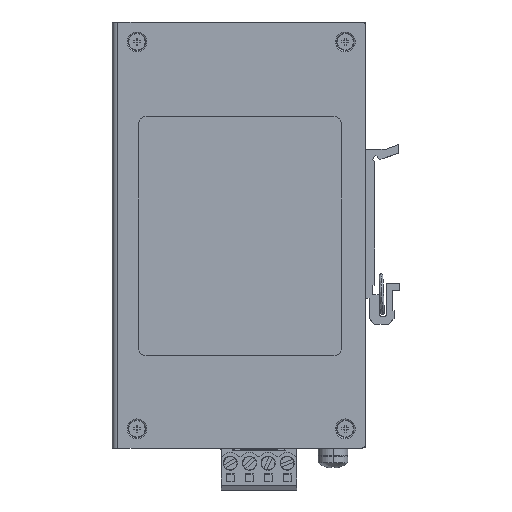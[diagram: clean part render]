
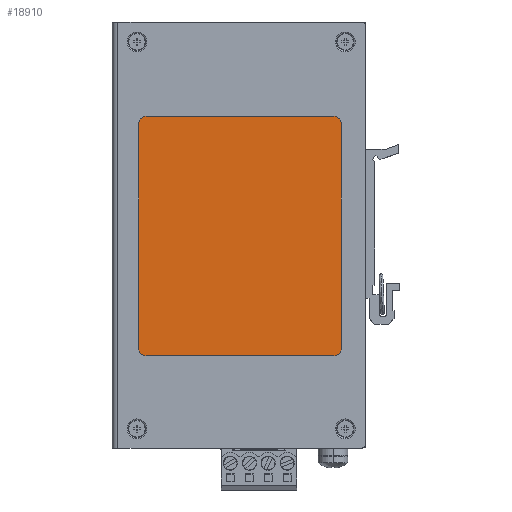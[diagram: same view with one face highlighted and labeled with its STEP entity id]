
A CAD part, top view. The second image highlights one B-rep face of the part: STEP entity #18910.
In plain terms, the highlighted planar face has unit normal (0, 0, 1).
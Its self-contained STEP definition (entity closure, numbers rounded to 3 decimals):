
#381 = AXIS2_PLACEMENT_3D ( 'NONE', #425, #27933, #24767 ) ;
#425 = CARTESIAN_POINT ( 'NONE',  ( -25.5, 26.5, 29.1 ) ) ;
#794 = VERTEX_POINT ( 'NONE', #14487 ) ;
#1131 = VERTEX_POINT ( 'NONE', #11139 ) ;
#1549 = VERTEX_POINT ( 'NONE', #9588 ) ;
#1657 = CARTESIAN_POINT ( 'NONE',  ( 26.9, 86.9, 29.1 ) ) ;
#2226 = EDGE_CURVE ( 'NONE', #6127, #18021, #7439, .T. ) ;
#2789 = EDGE_CURVE ( 'NONE', #1549, #18021, #14459, .T. ) ;
#3353 = AXIS2_PLACEMENT_3D ( 'NONE', #5952, #27178, #24038 ) ;
#3549 = CARTESIAN_POINT ( 'NONE',  ( -25.5, 24.5, 29.1 ) ) ;
#3779 = EDGE_CURVE ( 'NONE', #7539, #6807, #17088, .T. ) ;
#4673 = FACE_OUTER_BOUND ( 'NONE', #29555, .T. ) ;
#5014 = ORIENTED_EDGE ( 'NONE', *, *, #20596, .F. ) ;
#5472 = CARTESIAN_POINT ( 'NONE',  ( 24.9, 86.9, 29.1 ) ) ;
#5952 = CARTESIAN_POINT ( 'NONE',  ( -25.5, 86.9, 29.1 ) ) ;
#6127 = VERTEX_POINT ( 'NONE', #30346 ) ;
#6266 = AXIS2_PLACEMENT_3D ( 'NONE', #30382, #27227, #24083 ) ;
#6659 = ORIENTED_EDGE ( 'NONE', *, *, #6943, .T. ) ;
#6807 = VERTEX_POINT ( 'NONE', #12263 ) ;
#6935 = ORIENTED_EDGE ( 'NONE', *, *, #18262, .F. ) ;
#6943 = EDGE_CURVE ( 'NONE', #7539, #1131, #29083, .T. ) ;
#7017 = ORIENTED_EDGE ( 'NONE', *, *, #2226, .F. ) ;
#7402 = AXIS2_PLACEMENT_3D ( 'NONE', #27292, #24147, #21001 ) ;
#7439 = CIRCLE ( 'NONE', #22692, 2. ) ;
#7539 = VERTEX_POINT ( 'NONE', #22375 ) ;
#8193 = DIRECTION ( 'NONE',  ( 0., 1., 0. ) ) ;
#8218 = VECTOR ( 'NONE', #22795, 1000. ) ;
#9588 = CARTESIAN_POINT ( 'NONE',  ( 26.9, 26.5, 29.1 ) ) ;
#10477 = ORIENTED_EDGE ( 'NONE', *, *, #2789, .T. ) ;
#11034 = ORIENTED_EDGE ( 'NONE', *, *, #3779, .F. ) ;
#11139 = CARTESIAN_POINT ( 'NONE',  ( -27.5, 26.5, 29.1 ) ) ;
#11311 = CARTESIAN_POINT ( 'NONE',  ( 26.9, 56.7, 29.1 ) ) ;
#12255 = PLANE ( 'NONE',  #6266 ) ;
#12263 = CARTESIAN_POINT ( 'NONE',  ( -25.5, 88.9, 29.1 ) ) ;
#12403 = VECTOR ( 'NONE', #8193, 1000. ) ;
#12421 = VECTOR ( 'NONE', #14244, 1000. ) ;
#14244 = DIRECTION ( 'NONE',  ( -1., 0., 0. ) ) ;
#14459 = LINE ( 'NONE', #11311, #12403 ) ;
#14487 = CARTESIAN_POINT ( 'NONE',  ( 24.9, 24.5, 29.1 ) ) ;
#14852 = DIRECTION ( 'NONE',  ( 1., 0., 0. ) ) ;
#17088 = CIRCLE ( 'NONE', #3353, 2. ) ;
#17373 = CARTESIAN_POINT ( 'NONE',  ( -0.3, 88.9, 29.1 ) ) ;
#17976 = CARTESIAN_POINT ( 'NONE',  ( -0.3, 24.5, 29.1 ) ) ;
#18021 = VERTEX_POINT ( 'NONE', #1657 ) ;
#18262 = EDGE_CURVE ( 'NONE', #1549, #794, #23480, .T. ) ;
#18263 = ORIENTED_EDGE ( 'NONE', *, *, #20824, .T. ) ;
#18910 = ADVANCED_FACE ( 'NONE', ( #4673 ), #12255, .F. ) ;
#20519 = LINE ( 'NONE', #17373, #12421 ) ;
#20596 = EDGE_CURVE ( 'NONE', #27971, #1131, #21467, .T. ) ;
#20824 = EDGE_CURVE ( 'NONE', #6127, #6807, #20519, .T. ) ;
#21001 = DIRECTION ( 'NONE',  ( 0., 1., 0. ) ) ;
#21467 = CIRCLE ( 'NONE', #381, 2. ) ;
#22375 = CARTESIAN_POINT ( 'NONE',  ( -27.5, 86.9, 29.1 ) ) ;
#22439 = EDGE_CURVE ( 'NONE', #27971, #794, #30570, .T. ) ;
#22692 = AXIS2_PLACEMENT_3D ( 'NONE', #5472, #29850, #26698 ) ;
#22795 = DIRECTION ( 'NONE',  ( 0., -1., 0. ) ) ;
#22923 = ORIENTED_EDGE ( 'NONE', *, *, #22439, .T. ) ;
#23480 = CIRCLE ( 'NONE', #7402, 2. ) ;
#24038 = DIRECTION ( 'NONE',  ( 0., 1., 0. ) ) ;
#24083 = DIRECTION ( 'NONE',  ( -1., 0., 0. ) ) ;
#24147 = DIRECTION ( 'NONE',  ( 0., 0., -1. ) ) ;
#24767 = DIRECTION ( 'NONE',  ( 0., 1., 0. ) ) ;
#25938 = CARTESIAN_POINT ( 'NONE',  ( -27.5, 56.7, 29.1 ) ) ;
#26698 = DIRECTION ( 'NONE',  ( 0., 1., 0. ) ) ;
#26722 = VECTOR ( 'NONE', #14852, 1000. ) ;
#27178 = DIRECTION ( 'NONE',  ( 0., 0., -1. ) ) ;
#27227 = DIRECTION ( 'NONE',  ( 0., 0., -1. ) ) ;
#27292 = CARTESIAN_POINT ( 'NONE',  ( 24.9, 26.5, 29.1 ) ) ;
#27933 = DIRECTION ( 'NONE',  ( 0., 0., -1. ) ) ;
#27971 = VERTEX_POINT ( 'NONE', #3549 ) ;
#29083 = LINE ( 'NONE', #25938, #8218 ) ;
#29555 = EDGE_LOOP ( 'NONE', ( #10477, #7017, #18263, #11034, #6659, #5014, #22923, #6935 ) ) ;
#29850 = DIRECTION ( 'NONE',  ( 0., 0., -1. ) ) ;
#30346 = CARTESIAN_POINT ( 'NONE',  ( 24.9, 88.9, 29.1 ) ) ;
#30382 = CARTESIAN_POINT ( 'NONE',  ( 26.9, 24.5, 29.1 ) ) ;
#30570 = LINE ( 'NONE', #17976, #26722 ) ;
